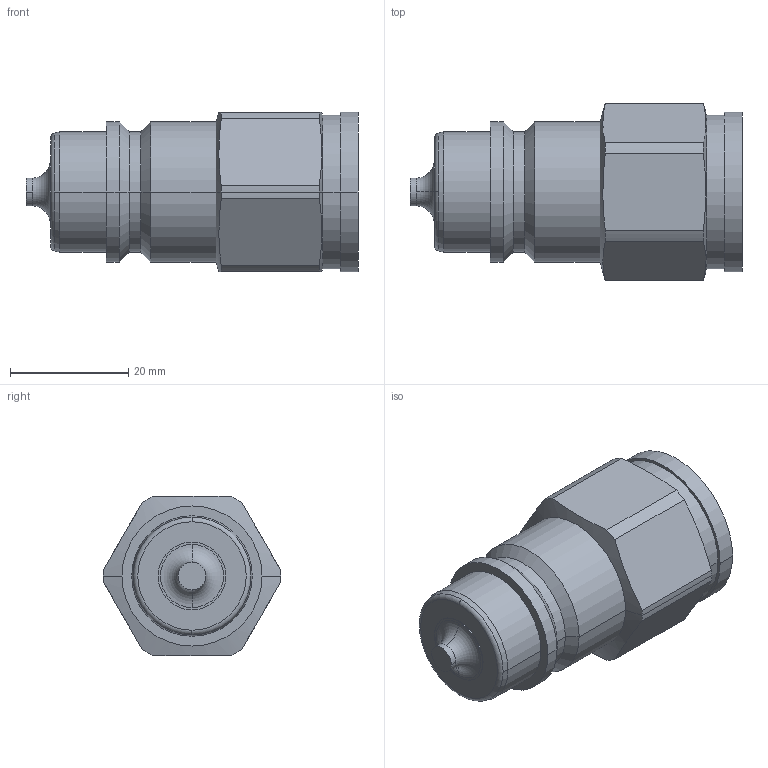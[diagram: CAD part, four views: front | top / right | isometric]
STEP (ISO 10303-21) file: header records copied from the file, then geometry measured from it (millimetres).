
FILE_DESCRIPTION( ( '' ), '1' );
FILE_NAME( '41244800.stp', '2012-08-14T12:06:53', ( '' ), ( '' ), ' ', ' ', ' ' );
FILE_SCHEMA( ( 'CONFIG_CONTROL_DESIGN' ) );
Length unit declared in the file: millimetre
Products named in the file (1): 1
Bounding box: 56.2 x 30 x 27 mm (x, y, z)
Volume: 19756.1 mm3; surface area: 6653.5 mm2
Topology: 1 solids, 1 shells, 59 faces, 134 edges, 82 vertices
Faces by surface type: cylinder 28, cone 14, plane 13, torus 4
Entity records: 1698 total; most frequent: DIRECTION 316, CARTESIAN_POINT 300, ORIENTED_EDGE 268, AXIS2_PLACEMENT_3D 134, EDGE_CURVE 134, VERTEX_POINT 82, CIRCLE 74, EDGE_LOOP 64
